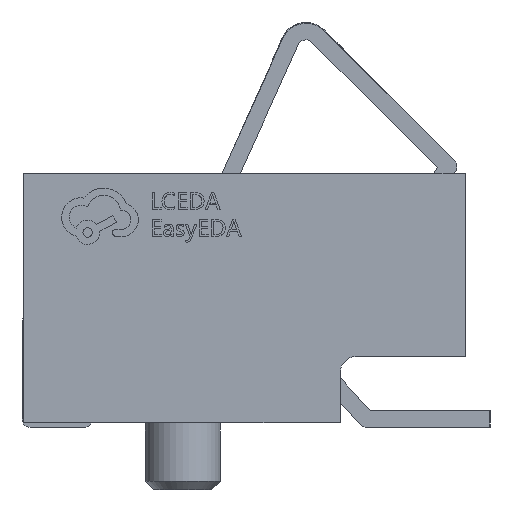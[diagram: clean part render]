
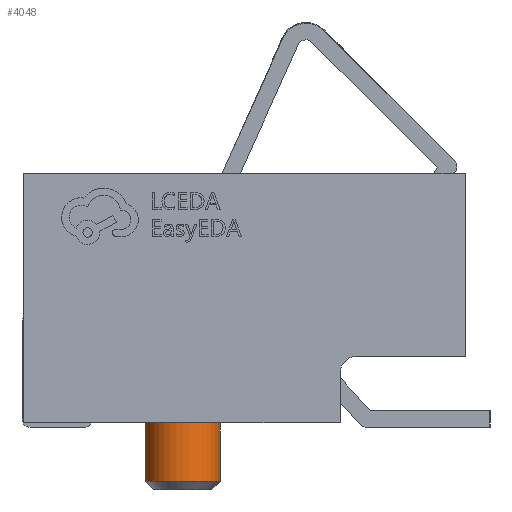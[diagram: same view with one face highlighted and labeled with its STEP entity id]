
A CAD part, left-side view. The second image highlights one B-rep face of the part: STEP entity #4048.
In plain terms, the highlighted cylindrical face has radius 0.45 mm (diameter 0.9 mm), a partial arc.
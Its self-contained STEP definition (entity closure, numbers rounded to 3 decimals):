
#1364 = DIRECTION ( 'NONE',  ( 0., 0., 1. ) ) ;
#1673 = CARTESIAN_POINT ( 'NONE',  ( -6.626, 0.413, -0.8 ) ) ;
#2909 = ORIENTED_EDGE ( 'NONE', *, *, #21392, .T. ) ;
#3243 = CYLINDRICAL_SURFACE ( 'NONE', #22020, 0.45 ) ;
#4048 = ADVANCED_FACE ( 'NONE', ( #7481 ), #3243, .T. ) ;
#4310 = CARTESIAN_POINT ( 'NONE',  ( -6.626, 0.863, -0.8 ) ) ;
#4514 = AXIS2_PLACEMENT_3D ( 'NONE', #20737, #1364, #23007 ) ;
#5497 = EDGE_LOOP ( 'NONE', ( #16125, #2909, #26604, #17420 ) ) ;
#7481 = FACE_OUTER_BOUND ( 'NONE', #5497, .T. ) ;
#8841 = VERTEX_POINT ( 'NONE', #21768 ) ;
#10323 = EDGE_CURVE ( 'NONE', #14584, #14899, #19964, .T. ) ;
#11253 = CARTESIAN_POINT ( 'NONE',  ( -6.626, 0.413, -0.7 ) ) ;
#11503 = CARTESIAN_POINT ( 'NONE',  ( -6.626, 0.413, 0. ) ) ;
#13537 = CARTESIAN_POINT ( 'NONE',  ( -6.626, 1.313, -0.8 ) ) ;
#13720 = VECTOR ( 'NONE', #20618, 1000. ) ;
#14584 = VERTEX_POINT ( 'NONE', #11503 ) ;
#14899 = VERTEX_POINT ( 'NONE', #20649 ) ;
#15824 = CIRCLE ( 'NONE', #4514, 0.45 ) ;
#16125 = ORIENTED_EDGE ( 'NONE', *, *, #24254, .F. ) ;
#17420 = ORIENTED_EDGE ( 'NONE', *, *, #10323, .T. ) ;
#18755 = LINE ( 'NONE', #1673, #13720 ) ;
#19035 = CARTESIAN_POINT ( 'NONE',  ( -6.626, 0.863, 0. ) ) ;
#19358 = VECTOR ( 'NONE', #22204, 1000. ) ;
#19731 = EDGE_CURVE ( 'NONE', #26049, #14584, #18755, .T. ) ;
#19964 = CIRCLE ( 'NONE', #22688, 0.45 ) ;
#20618 = DIRECTION ( 'NONE',  ( 0., 0., 1. ) ) ;
#20649 = CARTESIAN_POINT ( 'NONE',  ( -6.626, 1.313, 0. ) ) ;
#20737 = CARTESIAN_POINT ( 'NONE',  ( -6.626, 0.863, -0.7 ) ) ;
#21392 = EDGE_CURVE ( 'NONE', #8841, #26049, #15824, .T. ) ;
#21579 = DIRECTION ( 'NONE',  ( 0., -1., 0. ) ) ;
#21768 = CARTESIAN_POINT ( 'NONE',  ( -6.626, 1.313, -0.7 ) ) ;
#22020 = AXIS2_PLACEMENT_3D ( 'NONE', #4310, #23706, #21579 ) ;
#22204 = DIRECTION ( 'NONE',  ( 0., 0., 1. ) ) ;
#22688 = AXIS2_PLACEMENT_3D ( 'NONE', #19035, #25343, #23459 ) ;
#23007 = DIRECTION ( 'NONE',  ( 0., 1., 0. ) ) ;
#23459 = DIRECTION ( 'NONE',  ( 0., -1., 0. ) ) ;
#23706 = DIRECTION ( 'NONE',  ( 0., 0., 1. ) ) ;
#24254 = EDGE_CURVE ( 'NONE', #8841, #14899, #24315, .T. ) ;
#24315 = LINE ( 'NONE', #13537, #19358 ) ;
#25343 = DIRECTION ( 'NONE',  ( 0., 0., -1. ) ) ;
#26049 = VERTEX_POINT ( 'NONE', #11253 ) ;
#26604 = ORIENTED_EDGE ( 'NONE', *, *, #19731, .T. ) ;
